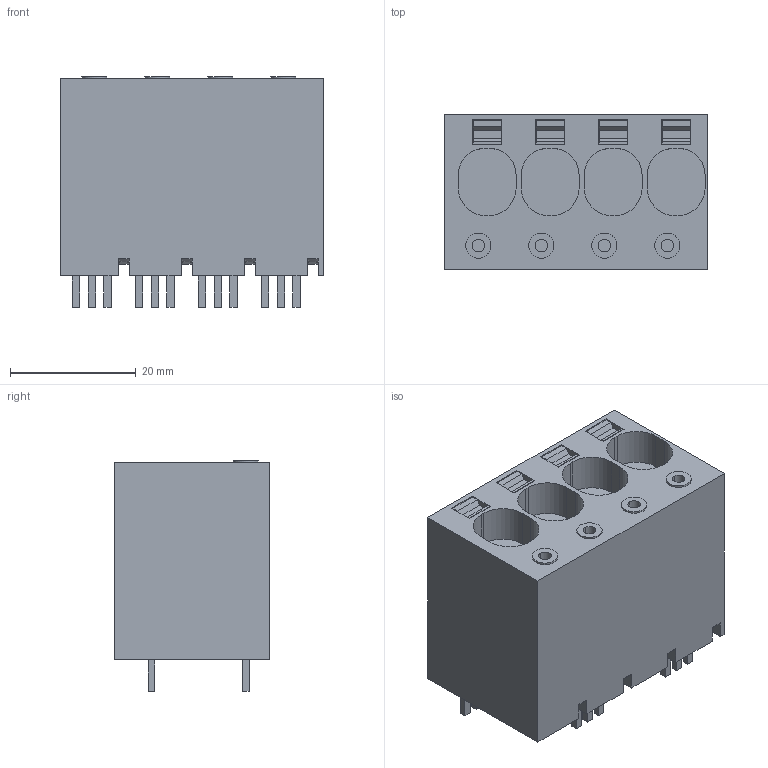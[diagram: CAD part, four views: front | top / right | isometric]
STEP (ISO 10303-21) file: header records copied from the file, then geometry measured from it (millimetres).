
FILE_DESCRIPTION(('CATIA V5 STEP Exchange','CAx-IF Rec.Pracs.--- Model Styling and Organization---1.2---2011-12-15'),'2;1');
FILE_NAME ('D1462845_0_2492130000_2492130000.stp','2018-03-29T09:31:15+00:00',('none'),('Weidmueller'),'CATIA Version 5-6 Release 2014','CATIA V5 STEP AP214','none');
FILE_SCHEMA(('AUTOMOTIVE_DESIGN { 1 0 10303 214 1 1 1 1 }'));
Length unit declared in the file: millimetre
Products named in the file (1): 2492130000
Bounding box: 41.8 x 24.7 x 36.6 mm (x, y, z)
Volume: 27963.6 mm3; surface area: 10337.8 mm2
Topology: 9 solids, 9 shells, 358 faces, 966 edges, 646 vertices
Faces by surface type: plane 290, cylinder 40, extrusion 28
Entity records: 11480 total; most frequent: CARTESIAN_POINT 2555, ORIENTED_EDGE 1932, DIRECTION 1442, EDGE_CURVE 966, VECTOR 858, LINE 830, VERTEX_POINT 646, EDGE_LOOP 378
